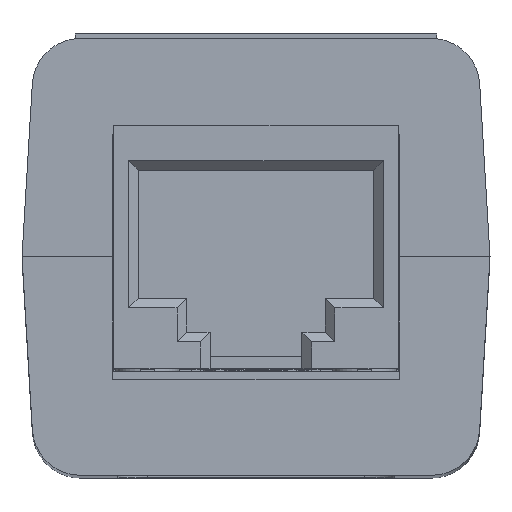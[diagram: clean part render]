
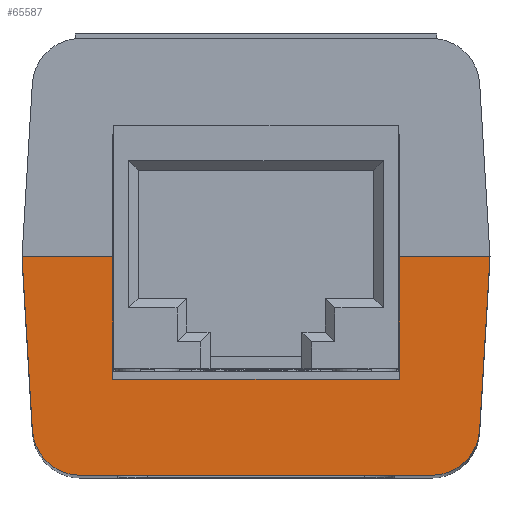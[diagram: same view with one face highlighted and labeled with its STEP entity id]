
A CAD part, top view. The second image highlights one B-rep face of the part: STEP entity #65587.
In plain terms, the highlighted planar face has unit normal (0, 0, 1).
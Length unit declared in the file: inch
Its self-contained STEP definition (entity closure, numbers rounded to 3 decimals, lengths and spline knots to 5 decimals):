
#7282 = ORIENTED_EDGE ( 'NONE', *, *, #84643, .T. ) ;
#7852 = CARTESIAN_POINT ( 'NONE',  ( -0.48525, 0., 1.667 ) ) ;
#8588 = VECTOR ( 'NONE', #43974, 39.37008 ) ;
#9868 = VERTEX_POINT ( 'NONE', #70768 ) ;
#12062 = VECTOR ( 'NONE', #87758, 39.37008 ) ;
#13650 = VERTEX_POINT ( 'NONE', #16053 ) ;
#13698 = DIRECTION ( 'NONE',  ( -1., 0., 0. ) ) ;
#15303 = VECTOR ( 'NONE', #87744, 39.37008 ) ;
#16053 = CARTESIAN_POINT ( 'NONE',  ( -0.46386, 0.35895, 1.667 ) ) ;
#18760 = ORIENTED_EDGE ( 'NONE', *, *, #89599, .T. ) ;
#19497 = DIRECTION ( 'NONE',  ( 0., 0., 1. ) ) ;
#20425 = VERTEX_POINT ( 'NONE', #46122 ) ;
#23314 = VECTOR ( 'NONE', #45735, 39.37008 ) ;
#23391 = EDGE_CURVE ( 'NONE', #79539, #61474, #110575, .T. ) ;
#23744 = DIRECTION ( 'NONE',  ( 0., 0., 1. ) ) ;
#25993 = VECTOR ( 'NONE', #59356, 39.37008 ) ;
#34374 = ORIENTED_EDGE ( 'NONE', *, *, #65915, .T. ) ;
#35410 = LINE ( 'NONE', #87334, #15303 ) ;
#35412 = DIRECTION ( 'NONE',  ( 0., 1., 0. ) ) ;
#37155 = EDGE_CURVE ( 'NONE', #13650, #50888, #110821, .T. ) ;
#37316 = CARTESIAN_POINT ( 'NONE',  ( -0.46386, 0.35895, 1.667 ) ) ;
#38077 = CARTESIAN_POINT ( 'NONE',  ( 0.36403, 0.453, 1.667 ) ) ;
#40935 = CARTESIAN_POINT ( 'NONE',  ( 0.48525, 0., 1.667 ) ) ;
#43974 = DIRECTION ( 'NONE',  ( -1., 0., 0. ) ) ;
#45735 = DIRECTION ( 'NONE',  ( -0.059, -0.998, 0. ) ) ;
#46122 = CARTESIAN_POINT ( 'NONE',  ( -0.2975, 0.2535, 1.667 ) ) ;
#47302 = VECTOR ( 'NONE', #91605, 39.37008 ) ;
#49582 = EDGE_CURVE ( 'NONE', #61474, #56060, #113898, .T. ) ;
#50618 = CARTESIAN_POINT ( 'NONE',  ( -0.2975, 0., 1.667 ) ) ;
#50888 = VERTEX_POINT ( 'NONE', #7852 ) ;
#52746 = FACE_OUTER_BOUND ( 'NONE', #113465, .T. ) ;
#53833 = EDGE_CURVE ( 'NONE', #56023, #9868, #96141, .T. ) ;
#53979 = EDGE_CURVE ( 'NONE', #69886, #79539, #90310, .T. ) ;
#53987 = CARTESIAN_POINT ( 'NONE',  ( 0.2975, 0.12675, 1.667 ) ) ;
#56023 = VERTEX_POINT ( 'NONE', #38077 ) ;
#56060 = VERTEX_POINT ( 'NONE', #115298 ) ;
#57825 = VERTEX_POINT ( 'NONE', #50618 ) ;
#59356 = DIRECTION ( 'NONE',  ( 1., 0., 0. ) ) ;
#61419 = VECTOR ( 'NONE', #93783, 39.37008 ) ;
#61474 = VERTEX_POINT ( 'NONE', #40935 ) ;
#62613 = CARTESIAN_POINT ( 'NONE',  ( 0.2975, 0.2535, 1.667 ) ) ;
#63061 = CARTESIAN_POINT ( 'NONE',  ( -0.2975, 0.12675, 1.667 ) ) ;
#65587 = ADVANCED_FACE ( 'NONE', ( #52746 ), #74840, .T. ) ;
#65915 = EDGE_CURVE ( 'NONE', #57825, #20425, #79905, .T. ) ;
#66720 = CARTESIAN_POINT ( 'NONE',  ( -0.49107, 0., 1.667 ) ) ;
#66987 = VECTOR ( 'NONE', #35412, 39.37008 ) ;
#69886 = VERTEX_POINT ( 'NONE', #62613 ) ;
#69917 = CARTESIAN_POINT ( 'NONE',  ( 0.36403, 0.353, 1.667 ) ) ;
#70225 = ORIENTED_EDGE ( 'NONE', *, *, #53833, .T. ) ;
#70545 = ORIENTED_EDGE ( 'NONE', *, *, #37155, .T. ) ;
#70768 = CARTESIAN_POINT ( 'NONE',  ( -0.36403, 0.453, 1.667 ) ) ;
#73759 = CARTESIAN_POINT ( 'NONE',  ( -0.36403, 0.353, 1.667 ) ) ;
#74312 = LINE ( 'NONE', #84593, #61419 ) ;
#74840 = PLANE ( 'NONE',  #103043 ) ;
#74947 = EDGE_CURVE ( 'NONE', #50888, #57825, #74312, .T. ) ;
#74985 = ORIENTED_EDGE ( 'NONE', *, *, #49582, .T. ) ;
#75241 = CIRCLE ( 'NONE', #115867, 0.1 ) ;
#75587 = CIRCLE ( 'NONE', #89349, 0.1 ) ;
#75997 = DIRECTION ( 'NONE',  ( 0., 0., 1. ) ) ;
#79539 = VERTEX_POINT ( 'NONE', #79877 ) ;
#79877 = CARTESIAN_POINT ( 'NONE',  ( 0.2975, 0., 1.667 ) ) ;
#79905 = LINE ( 'NONE', #63061, #66987 ) ;
#84593 = CARTESIAN_POINT ( 'NONE',  ( -0.39138, 0., 1.667 ) ) ;
#84643 = EDGE_CURVE ( 'NONE', #56060, #56023, #75241, .T. ) ;
#85113 = DIRECTION ( 'NONE',  ( 1., 0., 0. ) ) ;
#87334 = CARTESIAN_POINT ( 'NONE',  ( 0., 0.2535, 1.667 ) ) ;
#87744 = DIRECTION ( 'NONE',  ( 1., 0., 0. ) ) ;
#87758 = DIRECTION ( 'NONE',  ( -0.059, 0.998, 0. ) ) ;
#89286 = ORIENTED_EDGE ( 'NONE', *, *, #74947, .T. ) ;
#89349 = AXIS2_PLACEMENT_3D ( 'NONE', #73759, #19497, #109750 ) ;
#89599 = EDGE_CURVE ( 'NONE', #20425, #69886, #35410, .T. ) ;
#90310 = LINE ( 'NONE', #53987, #47302 ) ;
#91605 = DIRECTION ( 'NONE',  ( 0., -1., 0. ) ) ;
#93783 = DIRECTION ( 'NONE',  ( 1., 0., 0. ) ) ;
#93821 = ORIENTED_EDGE ( 'NONE', *, *, #23391, .T. ) ;
#96141 = LINE ( 'NONE', #98449, #8588 ) ;
#96986 = CARTESIAN_POINT ( 'NONE',  ( 0.39138, 0., 1.667 ) ) ;
#97620 = ORIENTED_EDGE ( 'NONE', *, *, #53979, .T. ) ;
#98449 = CARTESIAN_POINT ( 'NONE',  ( -0.49107, 0.453, 1.667 ) ) ;
#102857 = EDGE_CURVE ( 'NONE', #9868, #13650, #75587, .T. ) ;
#103043 = AXIS2_PLACEMENT_3D ( 'NONE', #66720, #75997, #85113 ) ;
#105537 = ORIENTED_EDGE ( 'NONE', *, *, #102857, .T. ) ;
#109750 = DIRECTION ( 'NONE',  ( -1., 0., 0. ) ) ;
#110575 = LINE ( 'NONE', #96986, #25993 ) ;
#110821 = LINE ( 'NONE', #37316, #23314 ) ;
#113465 = EDGE_LOOP ( 'NONE', ( #74985, #7282, #70225, #105537, #70545, #89286, #34374, #18760, #97620, #93821 ) ) ;
#113898 = LINE ( 'NONE', #116159, #12062 ) ;
#115298 = CARTESIAN_POINT ( 'NONE',  ( 0.46386, 0.35895, 1.667 ) ) ;
#115867 = AXIS2_PLACEMENT_3D ( 'NONE', #69917, #23744, #13698 ) ;
#116159 = CARTESIAN_POINT ( 'NONE',  ( 0.47455, 0.17947, 1.667 ) ) ;
